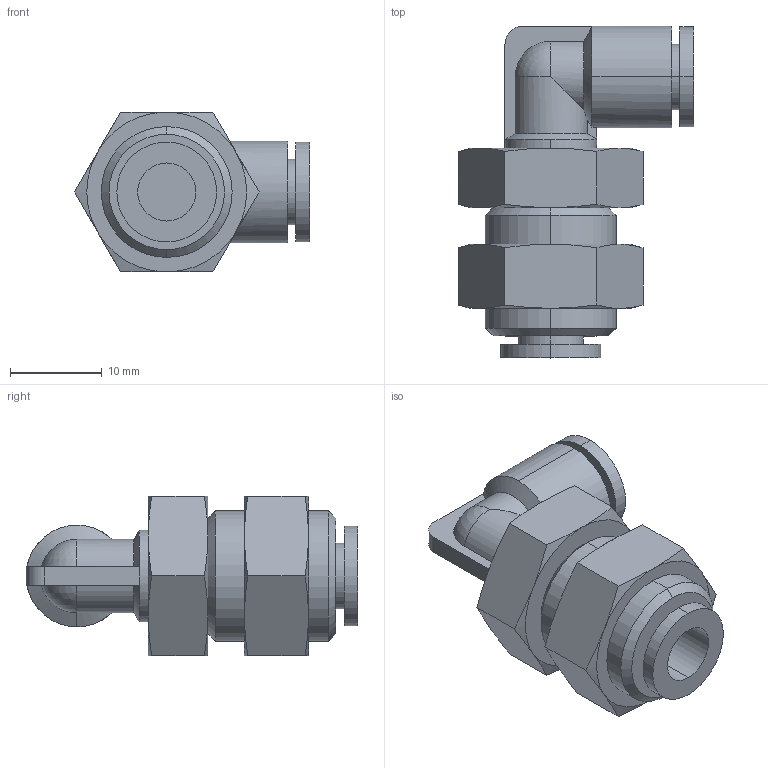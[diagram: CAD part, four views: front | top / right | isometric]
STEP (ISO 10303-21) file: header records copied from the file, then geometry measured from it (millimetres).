
FILE_DESCRIPTION (( 'STEP AP214' ), '1' );
FILE_NAME ('101000035397.STEP', '2025-11-04T06:50:27', ( 'Microsoft' ), ( 'Microsoft' ), 'SwSTEP 2.0', 'SolidWorks 2025', '' );
FILE_SCHEMA (( 'AUTOMOTIVE_DESIGN' ));
Length unit declared in the file: millimetre
Products named in the file (1): 101000035397
Bounding box: 25.68 x 36.25 x 17.46 mm (x, y, z)
Volume: 5912 mm3; surface area: 4108.2 mm2
Topology: 2 solids, 2 shells, 104 faces, 231 edges, 137 vertices
Faces by surface type: cone 38, plane 37, cylinder 27, sphere 2
Entity records: 3175 total; most frequent: CARTESIAN_POINT 898, DIRECTION 476, ORIENTED_EDGE 458, EDGE_CURVE 229, AXIS2_PLACEMENT_3D 202, VERTEX_POINT 137, EDGE_LOOP 114, ADVANCED_FACE 104
